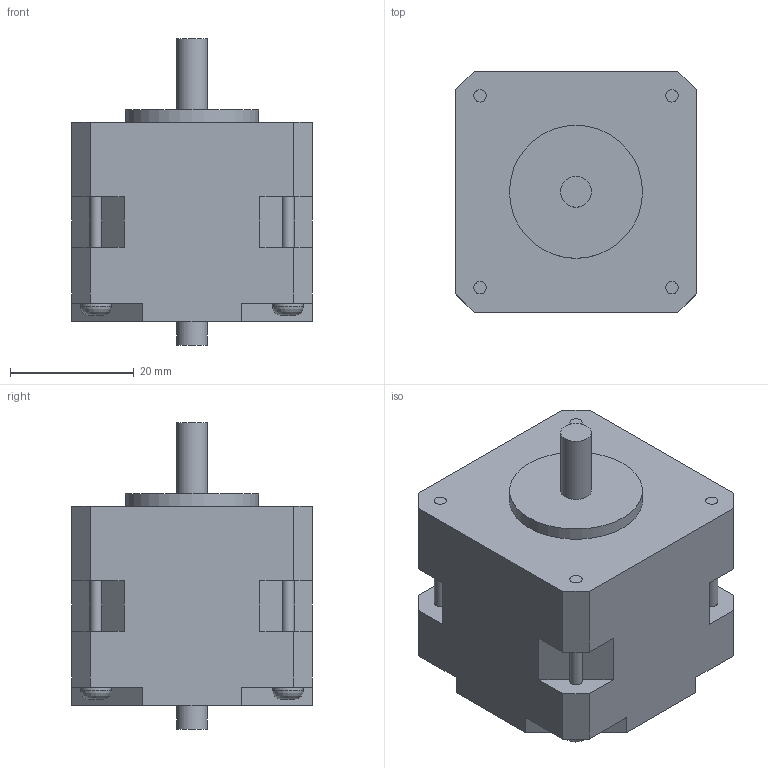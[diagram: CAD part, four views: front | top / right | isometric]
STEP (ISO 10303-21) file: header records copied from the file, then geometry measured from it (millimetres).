
FILE_DESCRIPTION(('FreeCAD Model'),'2;1');
FILE_NAME('stepper-motor-solid.step','2020-03-21T22:00:30',('Author'),(''), 'Open CASCADE STEP processor 7.3','FreeCAD','Unknown');
FILE_SCHEMA(('AUTOMOTIVE_DESIGN { 1 0 10303 214 1 1 1 1 }'));
Length unit declared in the file: millimetre
Products named in the file (1): Fusion002
Bounding box: 38.9 x 38.9 x 49.5 mm (x, y, z)
Volume: 47607.1 mm3; surface area: 8370.7 mm2
Topology: 1 solids, 1 shells, 66 faces, 159 edges, 106 vertices
Faces by surface type: plane 49, cylinder 13, revolution 4
Full cylindrical faces by diameter (mm): 5 x6, 21.5 x1
Entity records: 4455 total; most frequent: CARTESIAN_POINT 738, DIRECTION 597, LINE 357, VECTOR 357, ORIENTED_EDGE 318, PCURVE 318, DEFINITIONAL_REPRESENTATION 318, EDGE_CURVE 159
